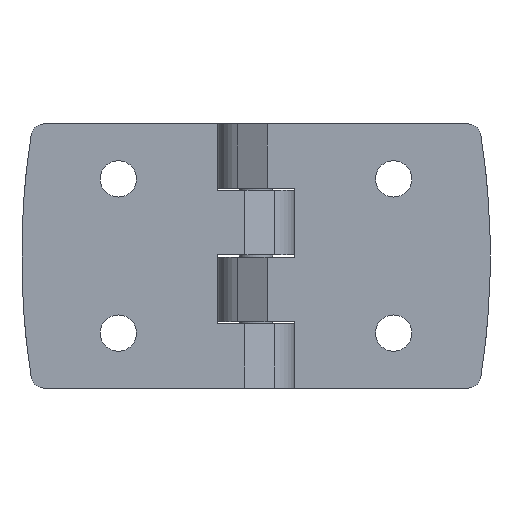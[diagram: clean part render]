
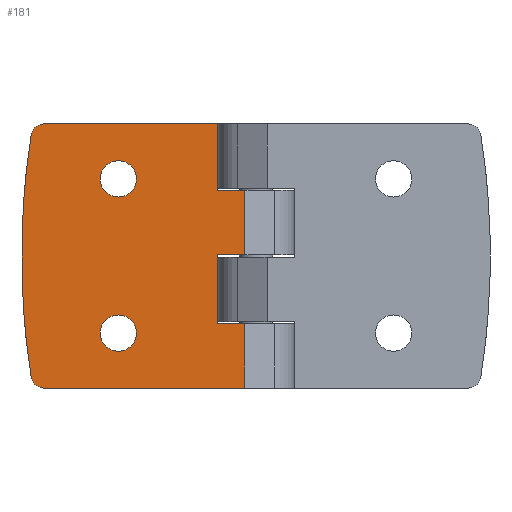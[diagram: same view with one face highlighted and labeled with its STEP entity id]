
A CAD part, front view. The second image highlights one B-rep face of the part: STEP entity #181.
In plain terms, the highlighted planar face has unit normal (0, -1, 0).
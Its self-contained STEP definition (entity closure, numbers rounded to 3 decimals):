
#181 = ADVANCED_FACE( '', ( #380, #381, #382 ), #383, .F. );
#380 = FACE_BOUND( '', #583, .T. );
#381 = FACE_BOUND( '', #584, .T. );
#382 = FACE_OUTER_BOUND( '', #585, .T. );
#383 = PLANE( '', #586 );
#583 = EDGE_LOOP( '', ( #1054 ) );
#584 = EDGE_LOOP( '', ( #1055 ) );
#585 = EDGE_LOOP( '', ( #1056, #1057, #1058, #1059, #1060, #1061, #1062, #1063, #1064, #1065, #1066, #1067, #1068, #1069 ) );
#586 = AXIS2_PLACEMENT_3D( '', #1070, #1071, #1072 );
#1054 = ORIENTED_EDGE( '', *, *, #1295, .T. );
#1055 = ORIENTED_EDGE( '', *, *, #1319, .T. );
#1056 = ORIENTED_EDGE( '', *, *, #1225, .F. );
#1057 = ORIENTED_EDGE( '', *, *, #1140, .F. );
#1058 = ORIENTED_EDGE( '', *, *, #1268, .T. );
#1059 = ORIENTED_EDGE( '', *, *, #1238, .F. );
#1060 = ORIENTED_EDGE( '', *, *, #1178, .F. );
#1061 = ORIENTED_EDGE( '', *, *, #1282, .T. );
#1062 = ORIENTED_EDGE( '', *, *, #1257, .F. );
#1063 = ORIENTED_EDGE( '', *, *, #1280, .F. );
#1064 = ORIENTED_EDGE( '', *, *, #1320, .F. );
#1065 = ORIENTED_EDGE( '', *, *, #1298, .T. );
#1066 = ORIENTED_EDGE( '', *, *, #1216, .F. );
#1067 = ORIENTED_EDGE( '', *, *, #1244, .F. );
#1068 = ORIENTED_EDGE( '', *, *, #1287, .F. );
#1069 = ORIENTED_EDGE( '', *, *, #1212, .F. );
#1070 = CARTESIAN_POINT( '', ( -42.5, -9., 24. ) );
#1071 = DIRECTION( '', ( 0., 1., 0. ) );
#1072 = DIRECTION( '', ( 0., 0., 1. ) );
#1140 = EDGE_CURVE( '', #1350, #1352, #1353, .T. );
#1178 = EDGE_CURVE( '', #1418, #1420, #1421, .T. );
#1212 = EDGE_CURVE( '', #1473, #1475, #1476, .T. );
#1216 = EDGE_CURVE( '', #1479, #1482, #1483, .T. );
#1225 = EDGE_CURVE( '', #1352, #1473, #1497, .T. );
#1238 = EDGE_CURVE( '', #1420, #1516, #1517, .T. );
#1244 = EDGE_CURVE( '', #1523, #1479, #1525, .T. );
#1257 = EDGE_CURVE( '', #1541, #1544, #1545, .T. );
#1268 = EDGE_CURVE( '', #1350, #1516, #1558, .T. );
#1280 = EDGE_CURVE( '', #1570, #1541, #1572, .T. );
#1282 = EDGE_CURVE( '', #1418, #1544, #1574, .T. );
#1287 = EDGE_CURVE( '', #1475, #1523, #1579, .T. );
#1295 = EDGE_CURVE( '', #1589, #1589, #1590, .T. );
#1298 = EDGE_CURVE( '', #1594, #1482, #1595, .T. );
#1319 = EDGE_CURVE( '', #1620, #1620, #1621, .T. );
#1320 = EDGE_CURVE( '', #1594, #1570, #1622, .T. );
#1350 = VERTEX_POINT( '', #1664 );
#1352 = VERTEX_POINT( '', #1667 );
#1353 = CIRCLE( '', #1668, 141.586 );
#1418 = VERTEX_POINT( '', #1958 );
#1420 = VERTEX_POINT( '', #1961 );
#1421 = CIRCLE( '', #1962, 2.5 );
#1473 = VERTEX_POINT( '', #2041 );
#1475 = VERTEX_POINT( '', #2044 );
#1476 = LINE( '', #2045, #2046 );
#1479 = VERTEX_POINT( '', #2050 );
#1482 = VERTEX_POINT( '', #2054 );
#1483 = LINE( '', #2055, #2056 );
#1497 = CIRCLE( '', #2074, 2.5 );
#1516 = VERTEX_POINT( '', #2272 );
#1517 = CIRCLE( '', #2273, 141.586 );
#1523 = VERTEX_POINT( '', #2280 );
#1525 = LINE( '', #2283, #2284 );
#1541 = VERTEX_POINT( '', #2306 );
#1544 = VERTEX_POINT( '', #2310 );
#1545 = LINE( '', #2311, #2312 );
#1558 = LINE( '', #2331, #2332 );
#1570 = VERTEX_POINT( '', #2345 );
#1572 = LINE( '', #2348, #2349 );
#1574 = LINE( '', #2351, #2352 );
#1579 = LINE( '', #2357, #2358 );
#1589 = VERTEX_POINT( '', #2369 );
#1590 = CIRCLE( '', #2370, 3.3 );
#1594 = VERTEX_POINT( '', #2374 );
#1595 = LINE( '', #2375, #2376 );
#1620 = VERTEX_POINT( '', #2408 );
#1621 = CIRCLE( '', #2409, 3.3 );
#1622 = LINE( '', #2410, #2411 );
#1664 = CARTESIAN_POINT( '', ( -42.5, -9., 3.722 ) );
#1667 = CARTESIAN_POINT( '', ( -40.847, -9., 21.886 ) );
#1668 = AXIS2_PLACEMENT_3D( '', #2429, #2430, #2431 );
#1958 = CARTESIAN_POINT( '', ( -38.377, -9., -24. ) );
#1961 = CARTESIAN_POINT( '', ( -40.847, -9., -21.886 ) );
#1962 = AXIS2_PLACEMENT_3D( '', #2474, #2475, #2476 );
#2041 = CARTESIAN_POINT( '', ( -38.377, -9., 24. ) );
#2044 = CARTESIAN_POINT( '', ( -7., -9., 24. ) );
#2045 = CARTESIAN_POINT( '', ( -42.5, -9., 24. ) );
#2046 = VECTOR( '', #2522, 1000. );
#2050 = CARTESIAN_POINT( '', ( -2., -9., 11.9 ) );
#2054 = CARTESIAN_POINT( '', ( -2., -9., 0.2 ) );
#2055 = CARTESIAN_POINT( '', ( -2., -9., 24. ) );
#2056 = VECTOR( '', #2525, 1000. );
#2074 = AXIS2_PLACEMENT_3D( '', #2536, #2537, #2538 );
#2272 = CARTESIAN_POINT( '', ( -42.5, -9., -3.722 ) );
#2273 = AXIS2_PLACEMENT_3D( '', #2552, #2553, #2554 );
#2280 = CARTESIAN_POINT( '', ( -7., -9., 11.9 ) );
#2283 = CARTESIAN_POINT( '', ( -7., -9., 11.9 ) );
#2284 = VECTOR( '', #2563, 1000. );
#2306 = CARTESIAN_POINT( '', ( -2., -9., -12.3 ) );
#2310 = CARTESIAN_POINT( '', ( -2., -9., -24. ) );
#2311 = CARTESIAN_POINT( '', ( -2., -9., 24. ) );
#2312 = VECTOR( '', #2577, 1000. );
#2331 = CARTESIAN_POINT( '', ( -42.5, -9., 24. ) );
#2332 = VECTOR( '', #2584, 1000. );
#2345 = CARTESIAN_POINT( '', ( -7., -9., -12.3 ) );
#2348 = CARTESIAN_POINT( '', ( -7., -9., -12.3 ) );
#2349 = VECTOR( '', #2602, 1000. );
#2351 = CARTESIAN_POINT( '', ( -42.5, -9., -24. ) );
#2352 = VECTOR( '', #2603, 1000. );
#2357 = CARTESIAN_POINT( '', ( -7., -9., 24.4 ) );
#2358 = VECTOR( '', #2610, 1000. );
#2369 = CARTESIAN_POINT( '', ( -25., -9., -10.7 ) );
#2370 = AXIS2_PLACEMENT_3D( '', #2618, #2619, #2620 );
#2374 = CARTESIAN_POINT( '', ( -7., -9., 0.2 ) );
#2375 = CARTESIAN_POINT( '', ( -7., -9., 0.2 ) );
#2376 = VECTOR( '', #2624, 1000. );
#2408 = CARTESIAN_POINT( '', ( -25., -9., 17.3 ) );
#2409 = AXIS2_PLACEMENT_3D( '', #2641, #2642, #2643 );
#2410 = CARTESIAN_POINT( '', ( -7., -9., 0.2 ) );
#2411 = VECTOR( '', #2644, 1000. );
#2429 = CARTESIAN_POINT( '', ( 99.037, -9., 0. ) );
#2430 = DIRECTION( '', ( 0., 1., 0. ) );
#2431 = DIRECTION( '', ( 1., 0., 0. ) );
#2474 = CARTESIAN_POINT( '', ( -38.377, -9., -21.5 ) );
#2475 = DIRECTION( '', ( 0., 1., 0. ) );
#2476 = DIRECTION( '', ( 1., 0., 0. ) );
#2522 = DIRECTION( '', ( 1., 0., 0. ) );
#2525 = DIRECTION( '', ( 0., 0., -1. ) );
#2536 = CARTESIAN_POINT( '', ( -38.377, -9., 21.5 ) );
#2537 = DIRECTION( '', ( 0., 1., 0. ) );
#2538 = DIRECTION( '', ( 1., 0., 0. ) );
#2552 = CARTESIAN_POINT( '', ( 99.037, -9., 0. ) );
#2553 = DIRECTION( '', ( 0., 1., 0. ) );
#2554 = DIRECTION( '', ( 1., 0., 0. ) );
#2563 = DIRECTION( '', ( 1., 0., 0. ) );
#2577 = DIRECTION( '', ( 0., 0., -1. ) );
#2584 = DIRECTION( '', ( 0., 0., -1. ) );
#2602 = DIRECTION( '', ( 1., 0., 0. ) );
#2603 = DIRECTION( '', ( 1., 0., 0. ) );
#2610 = DIRECTION( '', ( 0., 0., -1. ) );
#2618 = CARTESIAN_POINT( '', ( -25., -9., -14. ) );
#2619 = DIRECTION( '', ( 0., 1., 0. ) );
#2620 = DIRECTION( '', ( 0., 0., 1. ) );
#2624 = DIRECTION( '', ( 1., 0., 0. ) );
#2641 = CARTESIAN_POINT( '', ( -25., -9., 14. ) );
#2642 = DIRECTION( '', ( 0., 1., 0. ) );
#2643 = DIRECTION( '', ( 0., 0., 1. ) );
#2644 = DIRECTION( '', ( 0., 0., -1. ) );
